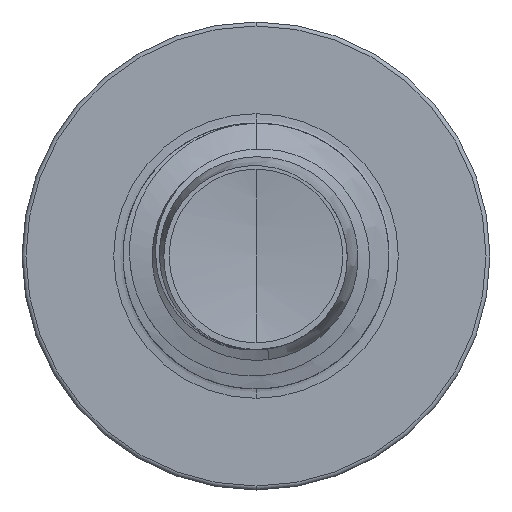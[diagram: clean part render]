
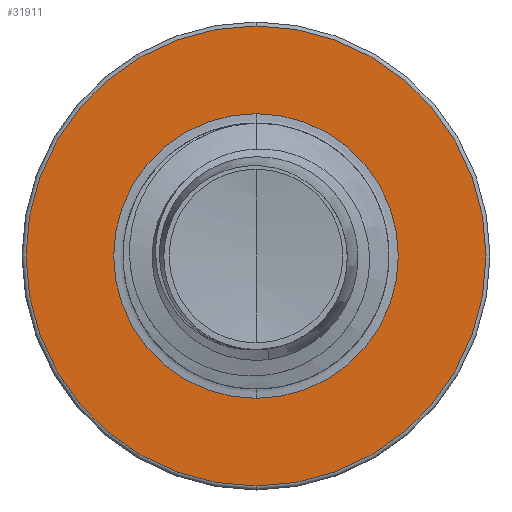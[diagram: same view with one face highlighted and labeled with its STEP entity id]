
A CAD part, front view. The second image highlights one B-rep face of the part: STEP entity #31911.
In plain terms, the highlighted planar face has unit normal (0, -1, 0).
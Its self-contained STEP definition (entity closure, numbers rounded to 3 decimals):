
#747 = EDGE_CURVE ( 'NONE', #2132, #26191, #27643, .T. ) ;
#1385 = DIRECTION ( 'NONE',  ( 0., 0., 1. ) ) ;
#1433 = DIRECTION ( 'NONE',  ( 0., 1., 0. ) ) ;
#1461 = CARTESIAN_POINT ( 'NONE',  ( 0., 15., 0. ) ) ;
#2132 = VERTEX_POINT ( 'NONE', #30830 ) ;
#2765 = DIRECTION ( 'NONE',  ( 0., 0., 1. ) ) ;
#2776 = AXIS2_PLACEMENT_3D ( 'NONE', #1461, #1433, #1385 ) ;
#2940 = CARTESIAN_POINT ( 'NONE',  ( 0., 15., 2.677 ) ) ;
#3790 = ORIENTED_EDGE ( 'NONE', *, *, #10512, .T. ) ;
#5712 = CARTESIAN_POINT ( 'NONE',  ( 0., 15., -2.677 ) ) ;
#6409 = CARTESIAN_POINT ( 'NONE',  ( 0., 15., 0. ) ) ;
#7037 = CIRCLE ( 'NONE', #20253, 4.325 ) ;
#7943 = ORIENTED_EDGE ( 'NONE', *, *, #747, .F. ) ;
#8357 = DIRECTION ( 'NONE',  ( 0., 0., 1. ) ) ;
#8424 = VERTEX_POINT ( 'NONE', #2940 ) ;
#8918 = CARTESIAN_POINT ( 'NONE',  ( 0., 15., 0. ) ) ;
#9059 = DIRECTION ( 'NONE',  ( 0., 0., 1. ) ) ;
#9482 = CIRCLE ( 'NONE', #12617, 2.677 ) ;
#9525 = AXIS2_PLACEMENT_3D ( 'NONE', #5712, #23614, #8357 ) ;
#10157 = ORIENTED_EDGE ( 'NONE', *, *, #27046, .T. ) ;
#10512 = EDGE_CURVE ( 'NONE', #31505, #8424, #9482, .T. ) ;
#11620 = DIRECTION ( 'NONE',  ( 0., 0., 1. ) ) ;
#12617 = AXIS2_PLACEMENT_3D ( 'NONE', #33188, #18422, #2765 ) ;
#18422 = DIRECTION ( 'NONE',  ( 0., 1., 0. ) ) ;
#18983 = EDGE_LOOP ( 'NONE', ( #7943, #29341 ) ) ;
#19440 = EDGE_LOOP ( 'NONE', ( #10157, #3790 ) ) ;
#19780 = CARTESIAN_POINT ( 'NONE',  ( 0., 15., -2.677 ) ) ;
#19905 = EDGE_CURVE ( 'NONE', #26191, #2132, #7037, .T. ) ;
#20060 = AXIS2_PLACEMENT_3D ( 'NONE', #6409, #24255, #9059 ) ;
#20253 = AXIS2_PLACEMENT_3D ( 'NONE', #8918, #26565, #11620 ) ;
#21160 = PLANE ( 'NONE',  #9525 ) ;
#22335 = FACE_OUTER_BOUND ( 'NONE', #18983, .T. ) ;
#23614 = DIRECTION ( 'NONE',  ( 0., 1., 0. ) ) ;
#24255 = DIRECTION ( 'NONE',  ( 0., 1., 0. ) ) ;
#26191 = VERTEX_POINT ( 'NONE', #28099 ) ;
#26565 = DIRECTION ( 'NONE',  ( 0., 1., 0. ) ) ;
#27046 = EDGE_CURVE ( 'NONE', #8424, #31505, #32354, .T. ) ;
#27643 = CIRCLE ( 'NONE', #2776, 4.325 ) ;
#28099 = CARTESIAN_POINT ( 'NONE',  ( 0., 15., -4.325 ) ) ;
#29341 = ORIENTED_EDGE ( 'NONE', *, *, #19905, .F. ) ;
#29581 = FACE_BOUND ( 'NONE', #19440, .T. ) ;
#30830 = CARTESIAN_POINT ( 'NONE',  ( 0., 15., 4.325 ) ) ;
#31505 = VERTEX_POINT ( 'NONE', #19780 ) ;
#31911 = ADVANCED_FACE ( 'NONE', ( #22335, #29581 ), #21160, .F. ) ;
#32354 = CIRCLE ( 'NONE', #20060, 2.677 ) ;
#33188 = CARTESIAN_POINT ( 'NONE',  ( 0., 15., 0. ) ) ;
